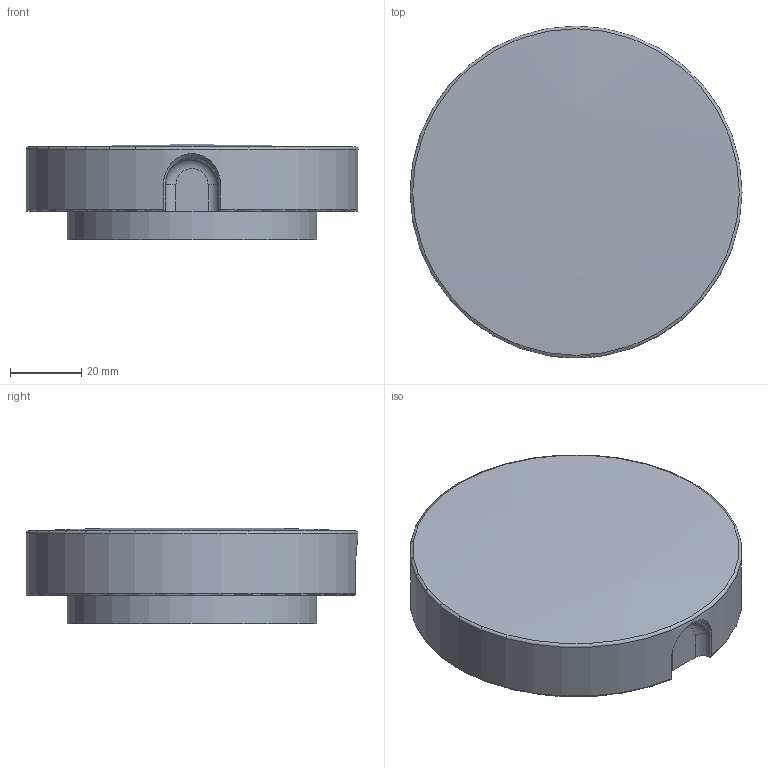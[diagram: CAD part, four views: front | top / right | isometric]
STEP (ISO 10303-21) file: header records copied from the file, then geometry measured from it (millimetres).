
FILE_DESCRIPTION (( 'STEP AP203' ), '1' );
FILE_NAME ('36247970-00.STEP', '2019-07-16T05:10:48', ( '' ), ( '' ), 'SwSTEP 2.0', 'SolidWorks 2017', '' );
FILE_SCHEMA (( 'CONFIG_CONTROL_DESIGN' ));
Length unit declared in the file: millimetre
Products named in the file (3): Planungsmodell_Rohr_gerade-+-28.568.780-10_ _K224_69,9x10; Planungsmodell_Griff-+-09.20.97.061.90-01_Default1; 36247970-00
Assembly tree (2 placements, depth 2):
  36247970-00
    Planungsmodell_Rohr_gerade-+-28.568.780-10_ _K224_69,9x10
    Planungsmodell_Griff-+-09.20.97.061.90-01_Default1
Bounding box: 93 x 93 x 26.82 mm (x, y, z)
Volume: 70143.8 mm3; surface area: 34885.9 mm2
Topology: 2 solids, 2 shells, 68 faces, 160 edges, 100 vertices
Faces by surface type: plane 20, torus 17, cone 12, cylinder 8, bspline 8, sphere 3
Full cylindrical faces by diameter (mm): 33 x1, 35 x1, 69.9 x1, 93 x1
Entity records: 2499 total; most frequent: CARTESIAN_POINT 834, DIRECTION 279, ORIENTED_EDGE 272, EDGE_CURVE 136, AXIS2_PLACEMENT_3D 122, VERTEX_POINT 92, EDGE_LOOP 86, FACE_OUTER_BOUND 80
